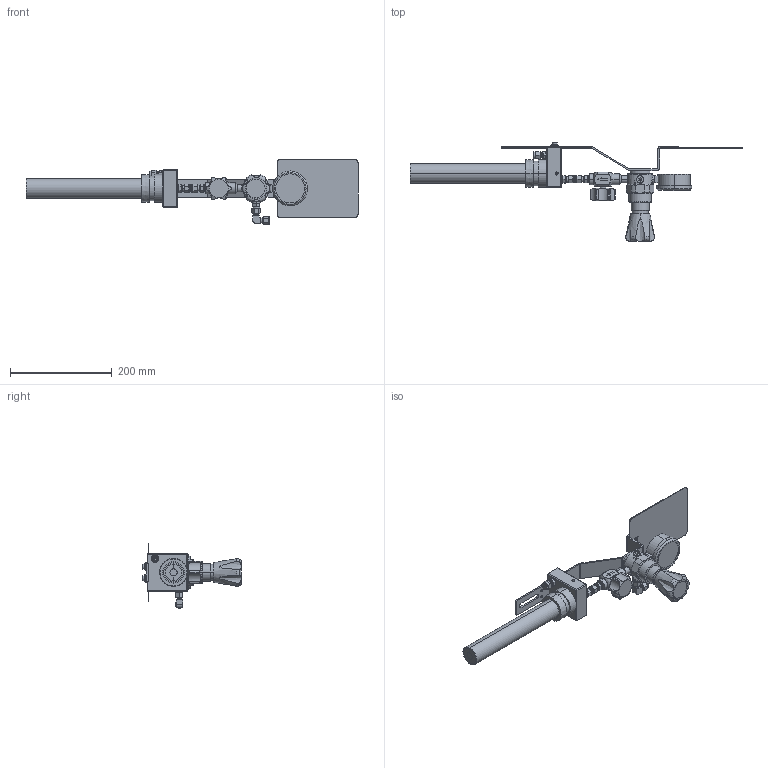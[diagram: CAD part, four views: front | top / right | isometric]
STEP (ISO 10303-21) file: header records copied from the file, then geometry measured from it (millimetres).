
FILE_DESCRIPTION((''),'2;1');
FILE_NAME('MGT-G2D2_ASM','2021-01-28T15:05:53',('CRosado'),('MATHESON TRI-GAS'),'CREO PARAMETRIC BY PTC INC, 2018260','CREO PARAMETRIC BY PTC INC, 2018260','');
FILE_SCHEMA(('CONFIG_CONTROL_DESIGN'));
Length unit declared in the file: inch
Products named in the file (38): MBRA-0524-SA; MPLA-1009-SA; MREG-6005-SA; MVLV-0820-SA_MODEL; MCON-0070-SA; MADP-0006-SA; MELB-0060-SA; MGAG-0040-SA; MPLU-0074-SA; BD0067_0; SGTCON006_V3; SGTCON003_V1; SGTCON004_V1; ASS0020-S4_V2_ASM; SIKA0001-S_V3; ORIN0701_V2; BODY10; BODY11; SGTB0066_V7_ASM; ASSB0066_V7_ASM; PH-ASSB0066_V4_ASM; SGTB0004_V14; BODY1-761; BODY2-762; FOAM0007_V2_ASM; ASS0005_V5_ASM; BODY1-763; BODY2-764; STUD0001_V4_ASM; SGTB0029_V9; LABF1001_V2; GF0301_V8_ASM; SGT-F0301_V5_ASM; SIMPLIFIED_MA-B0011-S4_ASM; MWAS-0002-SZ; MWAS-0071-SH; MSCR-0348-SH; MGT-G2D2_ASM
Assembly tree (42 placements, depth 7):
  MGT-G2D2_ASM
    MBRA-0524-SA
    MPLA-1009-SA
    MREG-6005-SA
    MVLV-0820-SA_MODEL
    MCON-0070-SA
    MADP-0006-SA
    MELB-0060-SA
    MGAG-0040-SA
    MPLU-0074-SA
    SIMPLIFIED_MA-B0011-S4_ASM
      BD0067_0
      PH-ASSB0066_V4_ASM  x2
        ASS0020-S4_V2_ASM
          SGTCON006_V3
          SGTCON003_V1
          SGTCON004_V1
        ASSB0066_V7_ASM
          SIKA0001-S_V3
          ORIN0701_V2
          SGTB0066_V7_ASM
            BODY10
            BODY11
      SGTB0004_V14
      SGT-F0301_V5_ASM
        GF0301_V8_ASM
          ASS0005_V5_ASM
            FOAM0007_V2_ASM
              BODY1-761
              BODY2-762
          STUD0001_V4_ASM  x2
            BODY1-763
            BODY2-764
          SGTB0029_V9
          LABF1001_V2
    MWAS-0002-SZ  x2
    MWAS-0071-SH  x2
    MSCR-0348-SH  x2
Bounding box: 652.51 x 194.03 x 128.34 mm (x, y, z)
Volume: 725090.9 mm3; surface area: 267830.9 mm2
Topology: 40 solids, 42 shells, 1053 faces, 2461 edges, 1546 vertices
Faces by surface type: cylinder 377, plane 368, cone 242, torus 54, extrusion 6, bspline 4, sphere 2
Entity records: 28501 total; most frequent: CARTESIAN_POINT 7234, DIRECTION 4562, ORIENTED_EDGE 4104, EDGE_CURVE 2056, AXIS2_PLACEMENT_3D 1857, VERTEX_POINT 1302, EDGE_LOOP 1010, FACE_OUTER_BOUND 883
